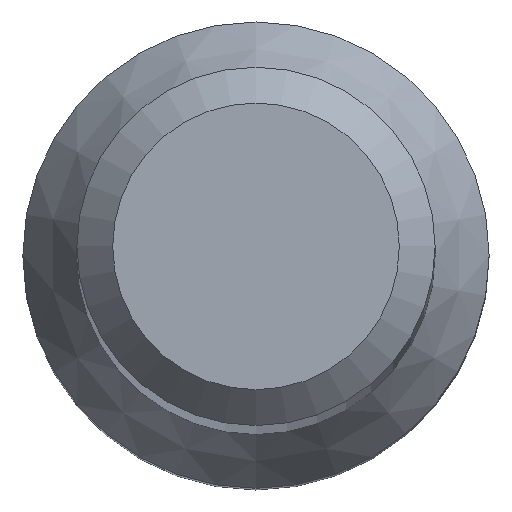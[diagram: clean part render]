
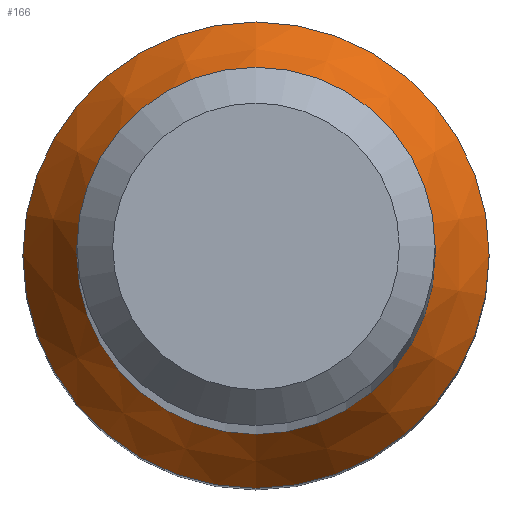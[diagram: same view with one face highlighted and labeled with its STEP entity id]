
A CAD part, top view. The second image highlights one B-rep face of the part: STEP entity #166.
In plain terms, the highlighted conical face has half-angle 30 degrees and reference radius 3.905 mm.
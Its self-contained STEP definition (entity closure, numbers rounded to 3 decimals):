
#8 = ORIENTED_EDGE ( 'NONE', *, *, #225, .T. ) ;
#12 = AXIS2_PLACEMENT_3D ( 'NONE', #20, #120, #214 ) ;
#15 = CIRCLE ( 'NONE', #210, 3. ) ;
#17 = CARTESIAN_POINT ( 'NONE',  ( 0., 3., 17.992 ) ) ;
#18 = EDGE_CURVE ( 'NONE', #148, #148, #230, .T. ) ;
#19 = ORIENTED_EDGE ( 'NONE', *, *, #18, .F. ) ;
#20 = CARTESIAN_POINT ( 'NONE',  ( 0., 0., 16.424 ) ) ;
#40 = FACE_BOUND ( 'NONE', #58, .T. ) ;
#58 = EDGE_LOOP ( 'NONE', ( #8 ) ) ;
#81 = DIRECTION ( 'NONE',  ( 0., 0., -1. ) ) ;
#88 = CARTESIAN_POINT ( 'NONE',  ( 0., 0., 17.992 ) ) ;
#102 = DIRECTION ( 'NONE',  ( 0., 1., 0. ) ) ;
#104 = CARTESIAN_POINT ( 'NONE',  ( 0., 3.905, 16.424 ) ) ;
#110 = VERTEX_POINT ( 'NONE', #17 ) ;
#117 = EDGE_LOOP ( 'NONE', ( #19 ) ) ;
#120 = DIRECTION ( 'NONE',  ( 0., 0., -1. ) ) ;
#133 = DIRECTION ( 'NONE',  ( 0., 1., 0. ) ) ;
#148 = VERTEX_POINT ( 'NONE', #104 ) ;
#166 = ADVANCED_FACE ( 'NONE', ( #40, #209 ), #169, .T. ) ;
#169 = CONICAL_SURFACE ( 'NONE', #12, 3.905, 0.524 ) ;
#177 = DIRECTION ( 'NONE',  ( 0., 0., -1. ) ) ;
#180 = AXIS2_PLACEMENT_3D ( 'NONE', #233, #177, #133 ) ;
#209 = FACE_OUTER_BOUND ( 'NONE', #117, .T. ) ;
#210 = AXIS2_PLACEMENT_3D ( 'NONE', #88, #81, #102 ) ;
#214 = DIRECTION ( 'NONE',  ( 0., 1., 0. ) ) ;
#225 = EDGE_CURVE ( 'NONE', #110, #110, #15, .T. ) ;
#230 = CIRCLE ( 'NONE', #180, 3.905 ) ;
#233 = CARTESIAN_POINT ( 'NONE',  ( 0., 0., 16.424 ) ) ;
